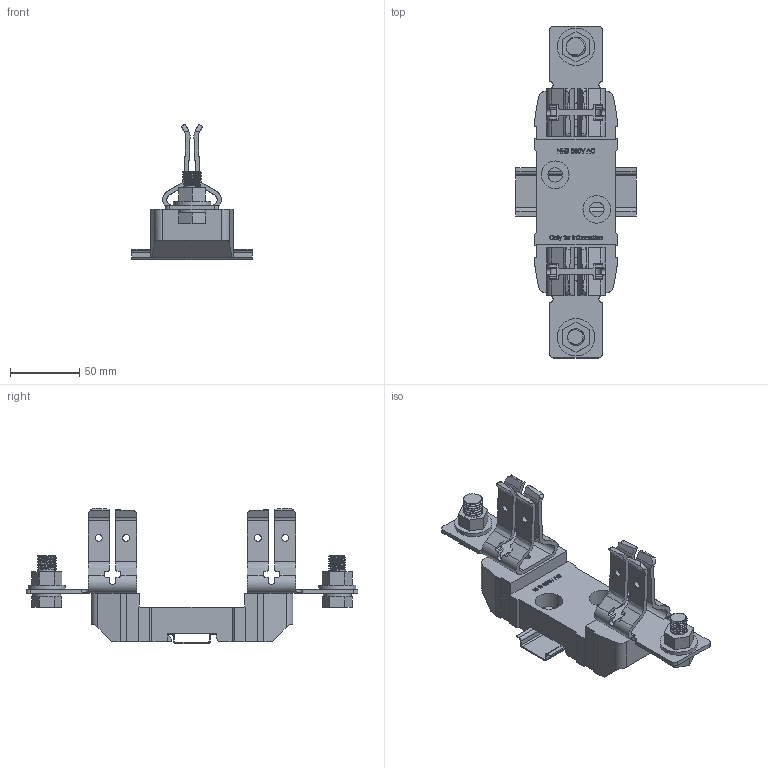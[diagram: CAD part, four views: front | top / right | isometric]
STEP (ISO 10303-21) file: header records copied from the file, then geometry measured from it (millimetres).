
FILE_DESCRIPTION(/* description */ (''),/* implementation_level */ '2;1');
FILE_NAME(/* name */ '3D_NH3_690V_AC_FUSEHOLDER_SAMPLE_STEP.stp',/* time_stamp */ '2016-07-06T13:29:47+02:00',/* author */ (''),/* organization */ (''),/* preprocessor_version */ 'ST-DEVELOPER v15',/* originating_system */ 'SIEMENS PLM Software NX 8.5',/* authorisation */ '');
FILE_SCHEMA (('CONFIG_CONTROL_DESIGN'));
Length unit declared in the file: millimetre
Products named in the file (1): 3D_NH3_690V_AC_FUSEHOLDER_SAMPLE
Bounding box: 87 x 240 x 98 mm (x, y, z)
Volume: 277304.4 mm3; surface area: 73355.4 mm2
Topology: 1 solids, 3 shells, 688 faces, 1885 edges, 1243 vertices
Faces by surface type: plane 448, cylinder 124, extrusion 102, bspline 14
Full cylindrical faces by diameter (mm): 4.7 x4, 5 x8, 10.5 x2, 12.8 x2, 14 x2, 20 x4, 27 x2
Entity records: 26051 total; most frequent: CARTESIAN_POINT 9397, ORIENTED_EDGE 3682, DIRECTION 2898, EDGE_CURVE 1841, VERTEX_POINT 1234, VECTOR 1198, LINE 1096, AXIS2_PLACEMENT_3D 850
